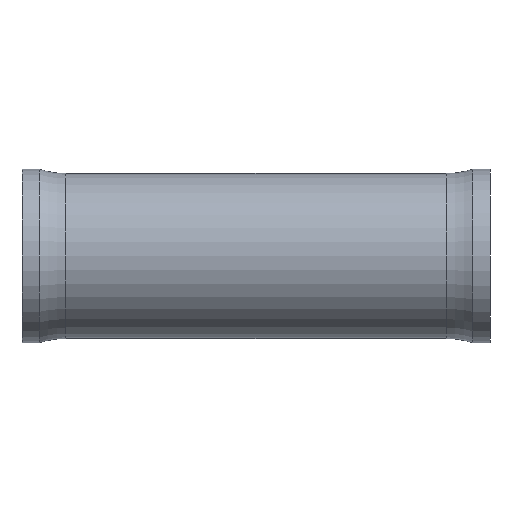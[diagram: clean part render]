
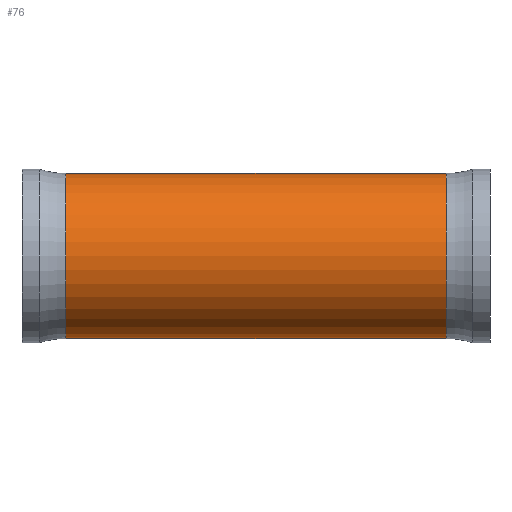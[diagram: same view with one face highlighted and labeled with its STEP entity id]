
A CAD part, left-side view. The second image highlights one B-rep face of the part: STEP entity #76.
In plain terms, the highlighted cylindrical face has radius 23.812 mm (diameter 47.625 mm), a partial arc.
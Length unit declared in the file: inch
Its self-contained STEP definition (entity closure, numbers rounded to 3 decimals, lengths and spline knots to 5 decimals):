
#34 = EDGE_CURVE ( 'NONE', #623, #283, #612, .T. ) ;
#35 = VECTOR ( 'NONE', #159, 39.37008 ) ;
#57 = CARTESIAN_POINT ( 'NONE',  ( 0., 0.49839, -0.9375 ) ) ;
#68 = VECTOR ( 'NONE', #235, 39.37008 ) ;
#71 = LINE ( 'NONE', #362, #68 ) ;
#76 = ADVANCED_FACE ( 'NONE', ( #344 ), #194, .T. ) ;
#82 = DIRECTION ( 'NONE',  ( 0., 0., 1. ) ) ;
#102 = CIRCLE ( 'NONE', #244, 0.9375 ) ;
#141 = CARTESIAN_POINT ( 'NONE',  ( 0., 4.81657, 0. ) ) ;
#143 = CARTESIAN_POINT ( 'NONE',  ( 0., 4.81657, -0.9375 ) ) ;
#157 = DIRECTION ( 'NONE',  ( 0., 1., 0. ) ) ;
#159 = DIRECTION ( 'NONE',  ( 0., 1., 0. ) ) ;
#171 = DIRECTION ( 'NONE',  ( 0., 1., 0. ) ) ;
#186 = CARTESIAN_POINT ( 'NONE',  ( 0., 5.49933, 0. ) ) ;
#194 = CYLINDRICAL_SURFACE ( 'NONE', #338, 0.9375 ) ;
#197 = DIRECTION ( 'NONE',  ( 0., 0., 1. ) ) ;
#235 = DIRECTION ( 'NONE',  ( 0., 1., 0. ) ) ;
#244 = AXIS2_PLACEMENT_3D ( 'NONE', #141, #157, #82 ) ;
#269 = ORIENTED_EDGE ( 'NONE', *, *, #430, .F. ) ;
#283 = VERTEX_POINT ( 'NONE', #421 ) ;
#288 = DIRECTION ( 'NONE',  ( 0., 0., 1. ) ) ;
#304 = CARTESIAN_POINT ( 'NONE',  ( 0., 4.81657, 0.9375 ) ) ;
#306 = LINE ( 'NONE', #407, #35 ) ;
#313 = DIRECTION ( 'NONE',  ( 0., 1., 0. ) ) ;
#321 = CARTESIAN_POINT ( 'NONE',  ( 0., 0.49839, 0. ) ) ;
#338 = AXIS2_PLACEMENT_3D ( 'NONE', #186, #171, #197 ) ;
#344 = FACE_OUTER_BOUND ( 'NONE', #543, .T. ) ;
#358 = ORIENTED_EDGE ( 'NONE', *, *, #34, .T. ) ;
#362 = CARTESIAN_POINT ( 'NONE',  ( 0., 5.49933, 0.9375 ) ) ;
#400 = ORIENTED_EDGE ( 'NONE', *, *, #617, .F. ) ;
#404 = ORIENTED_EDGE ( 'NONE', *, *, #527, .T. ) ;
#407 = CARTESIAN_POINT ( 'NONE',  ( 0., 5.49933, -0.9375 ) ) ;
#421 = CARTESIAN_POINT ( 'NONE',  ( 0., 0.49839, 0.9375 ) ) ;
#430 = EDGE_CURVE ( 'NONE', #563, #499, #102, .T. ) ;
#499 = VERTEX_POINT ( 'NONE', #304 ) ;
#527 = EDGE_CURVE ( 'NONE', #283, #499, #71, .T. ) ;
#543 = EDGE_LOOP ( 'NONE', ( #400, #358, #404, #269 ) ) ;
#563 = VERTEX_POINT ( 'NONE', #143 ) ;
#598 = AXIS2_PLACEMENT_3D ( 'NONE', #321, #313, #288 ) ;
#612 = CIRCLE ( 'NONE', #598, 0.9375 ) ;
#617 = EDGE_CURVE ( 'NONE', #623, #563, #306, .T. ) ;
#623 = VERTEX_POINT ( 'NONE', #57 ) ;
